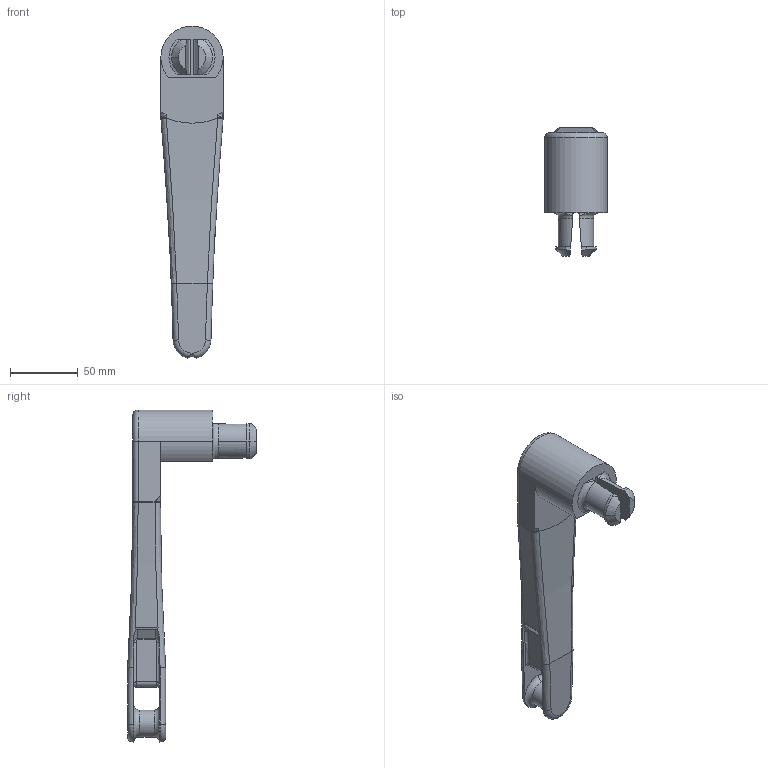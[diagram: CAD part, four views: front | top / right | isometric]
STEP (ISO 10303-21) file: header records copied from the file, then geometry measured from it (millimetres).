
FILE_DESCRIPTION (( 'STEP AP214' ), '1' );
FILE_NAME ('printable_cheetah_leg_link1.STEP', '2025-06-27T19:27:17', ( '' ), ( '' ), 'SwSTEP 2.0', 'SolidWorks 2024', '' );
FILE_SCHEMA (( 'AUTOMOTIVE_DESIGN' ));
Length unit declared in the file: millimetre
Products named in the file (1): printable_cheetah_leg_link1
Bounding box: 46 x 95 x 245.05 mm (x, y, z)
Volume: 251424.6 mm3; surface area: 39536.1 mm2
Topology: 1 solids, 1 shells, 130 faces, 335 edges, 203 vertices
Faces by surface type: cylinder 52, bspline 28, plane 26, torus 21, cone 3
Entity records: 6155 total; most frequent: CARTESIAN_POINT 3220, ORIENTED_EDGE 662, DIRECTION 558, EDGE_CURVE 331, AXIS2_PLACEMENT_3D 231, VERTEX_POINT 203, EDGE_LOOP 132, FACE_OUTER_BOUND 130
